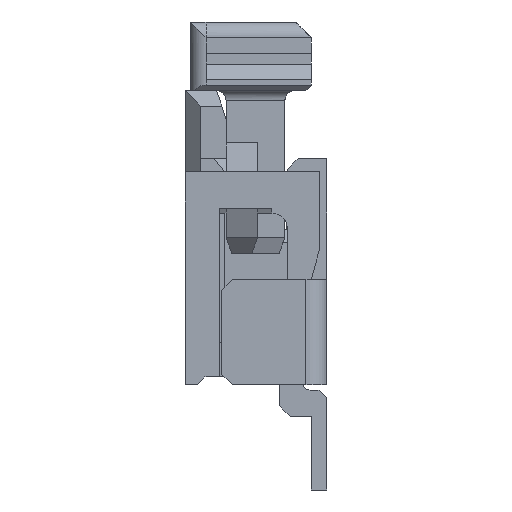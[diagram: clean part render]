
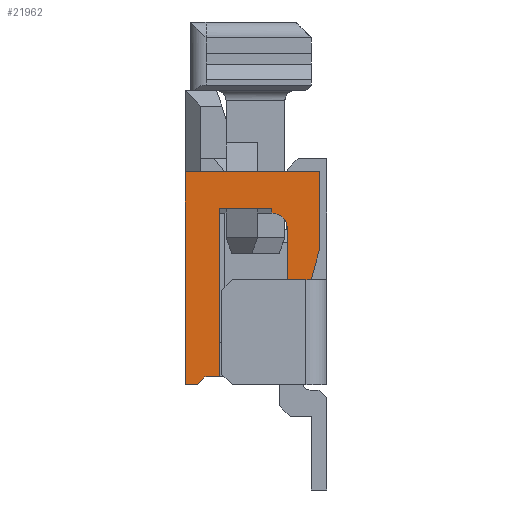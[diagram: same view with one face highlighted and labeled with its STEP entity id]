
A CAD part, left-side view. The second image highlights one B-rep face of the part: STEP entity #21962.
In plain terms, the highlighted planar face has unit normal (-1, 0, 0).
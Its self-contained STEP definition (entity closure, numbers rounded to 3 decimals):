
#389=DIRECTION('',(0.,0.,1.));
#390=VECTOR('',#389,0.084);
#391=CARTESIAN_POINT('',(-9.85,-0.3,0.466));
#392=LINE('',#391,#390);
#3391=DIRECTION('',(0.,0.,1.));
#3392=VECTOR('',#3391,2.);
#3393=CARTESIAN_POINT('',(-9.85,-1.05,-2.8));
#3394=LINE('',#3393,#3392);
#3435=DIRECTION('',(0.,0.,1.));
#3436=VECTOR('',#3435,2.966);
#3437=CARTESIAN_POINT('',(-9.85,-0.6,-2.8));
#3438=LINE('',#3437,#3436);
#3439=DIRECTION('',(0.,1.,0.));
#3440=VECTOR('',#3439,1.);
#3441=CARTESIAN_POINT('',(-9.85,-0.3,0.55));
#3442=LINE('',#3441,#3440);
#3443=DIRECTION('',(0.,0.,1.));
#3444=VECTOR('',#3443,3.2);
#3445=CARTESIAN_POINT('',(-9.85,0.7,-2.65));
#3446=LINE('',#3445,#3444);
#3447=DIRECTION('',(0.,1.,0.));
#3448=VECTOR('',#3447,0.27);
#3449=CARTESIAN_POINT('',(-9.85,0.7,-2.65));
#3450=LINE('',#3449,#3448);
#3451=DIRECTION('',(0.,-0.707,0.707));
#3452=VECTOR('',#3451,0.212);
#3453=CARTESIAN_POINT('',(-9.85,1.12,-2.8));
#3454=LINE('',#3453,#3452);
#3455=DIRECTION('',(0.,1.,0.));
#3456=VECTOR('',#3455,0.23);
#3457=CARTESIAN_POINT('',(-9.85,1.12,-2.8));
#3458=LINE('',#3457,#3456);
#3459=DIRECTION('',(0.,0.,1.));
#3460=VECTOR('',#3459,4.05);
#3461=CARTESIAN_POINT('',(-9.85,1.35,-2.8));
#3462=LINE('',#3461,#3460);
#3463=DIRECTION('',(0.,0.,-1.));
#3464=VECTOR('',#3463,1.5);
#3465=CARTESIAN_POINT('',(-9.85,-1.2,1.25));
#3466=LINE('',#3465,#3464);
#3467=DIRECTION('',(0.,-0.263,0.965));
#3468=VECTOR('',#3467,0.57);
#3469=CARTESIAN_POINT('',(-9.85,-1.05,-0.8));
#3470=LINE('',#3469,#3468);
#3471=DIRECTION('',(0.,1.,0.));
#3472=VECTOR('',#3471,0.45);
#3473=CARTESIAN_POINT('',(-9.85,-1.05,-2.8));
#3474=LINE('',#3473,#3472);
#3475=CARTESIAN_POINT('',(-9.85,-0.3,0.166));
#3476=DIRECTION('',(1.,0.,0.));
#3477=DIRECTION('',(0.,0.,1.));
#3478=AXIS2_PLACEMENT_3D('',#3475,#3476,#3477);
#13372=DIRECTION('',(0.,1.,0.));
#13373=VECTOR('',#13372,2.55);
#13374=CARTESIAN_POINT('',(-9.85,-1.2,1.25));
#13375=LINE('',#13374,#13373);
#13793=CARTESIAN_POINT('',(-9.85,1.35,-2.8));
#13795=VERTEX_POINT('',#13793);
#13811=CARTESIAN_POINT('',(-9.85,1.35,1.25));
#13812=VERTEX_POINT('',#13811);
#13979=CARTESIAN_POINT('',(-9.85,-1.05,-2.8));
#13981=VERTEX_POINT('',#13979);
#14011=CARTESIAN_POINT('',(-9.85,-1.2,1.25));
#14013=VERTEX_POINT('',#14011);
#14019=CARTESIAN_POINT('',(-9.85,-1.05,-0.8));
#14020=CARTESIAN_POINT('',(-9.85,-1.2,-0.25));
#14021=VERTEX_POINT('',#14019);
#14022=VERTEX_POINT('',#14020);
#14361=CARTESIAN_POINT('',(-9.85,1.12,-2.8));
#14362=CARTESIAN_POINT('',(-9.85,0.97,-2.65));
#14363=VERTEX_POINT('',#14361);
#14364=VERTEX_POINT('',#14362);
#14395=CARTESIAN_POINT('',(-9.85,0.7,-2.65));
#14396=VERTEX_POINT('',#14395);
#14431=CARTESIAN_POINT('',(-9.85,-0.6,-2.8));
#14432=VERTEX_POINT('',#14431);
#14535=CARTESIAN_POINT('',(-9.85,0.7,0.55));
#14536=VERTEX_POINT('',#14535);
#14555=CARTESIAN_POINT('',(-9.85,-0.3,0.55));
#14556=VERTEX_POINT('',#14555);
#14562=CARTESIAN_POINT('',(-9.85,-0.6,0.166));
#14564=VERTEX_POINT('',#14562);
#14567=CARTESIAN_POINT('',(-9.85,-0.3,0.466));
#14568=VERTEX_POINT('',#14567);
#21932=CARTESIAN_POINT('',(-9.85,0.,0.));
#21933=DIRECTION('',(1.,0.,0.));
#21934=DIRECTION('',(0.,0.,-1.));
#21935=AXIS2_PLACEMENT_3D('',#21932,#21933,#21934);
#21936=PLANE('',#21935);
#21937=ORIENTED_EDGE('',*,*,#18935,.T.);
#21939=ORIENTED_EDGE('',*,*,#21938,.F.);
#21940=ORIENTED_EDGE('',*,*,#18641,.T.);
#21942=ORIENTED_EDGE('',*,*,#21941,.T.);
#21944=ORIENTED_EDGE('',*,*,#21943,.F.);
#21946=ORIENTED_EDGE('',*,*,#21945,.T.);
#21948=ORIENTED_EDGE('',*,*,#21947,.F.);
#21950=ORIENTED_EDGE('',*,*,#21949,.T.);
#21951=ORIENTED_EDGE('',*,*,#20814,.T.);
#21953=ORIENTED_EDGE('',*,*,#21952,.F.);
#21955=ORIENTED_EDGE('',*,*,#21954,.T.);
#21956=ORIENTED_EDGE('',*,*,#21922,.F.);
#21957=ORIENTED_EDGE('',*,*,#21882,.F.);
#21959=ORIENTED_EDGE('',*,*,#21958,.T.);
#21960=EDGE_LOOP('',(#21937,#21939,#21940,#21942,#21944,#21946,#21948,#21950,
#21951,#21953,#21955,#21956,#21957,#21959));
#21961=FACE_OUTER_BOUND('',#21960,.F.);
#21962=ADVANCED_FACE('',(#21961),#21936,.F.);
#3479=CIRCLE('',#3478,0.3);
#18641=EDGE_CURVE('',#14568,#14556,#392,.T.);
#18935=EDGE_CURVE('',#14432,#14564,#3438,.T.);
#20814=EDGE_CURVE('',#13795,#13812,#3462,.T.);
#21882=EDGE_CURVE('',#13981,#14021,#3394,.T.);
#21922=EDGE_CURVE('',#14021,#14022,#3470,.T.);
#21938=EDGE_CURVE('',#14568,#14564,#3479,.T.);
#21941=EDGE_CURVE('',#14556,#14536,#3442,.T.);
#21943=EDGE_CURVE('',#14396,#14536,#3446,.T.);
#21945=EDGE_CURVE('',#14396,#14364,#3450,.T.);
#21947=EDGE_CURVE('',#14363,#14364,#3454,.T.);
#21949=EDGE_CURVE('',#14363,#13795,#3458,.T.);
#21952=EDGE_CURVE('',#14013,#13812,#13375,.T.);
#21954=EDGE_CURVE('',#14013,#14022,#3466,.T.);
#21958=EDGE_CURVE('',#13981,#14432,#3474,.T.);
